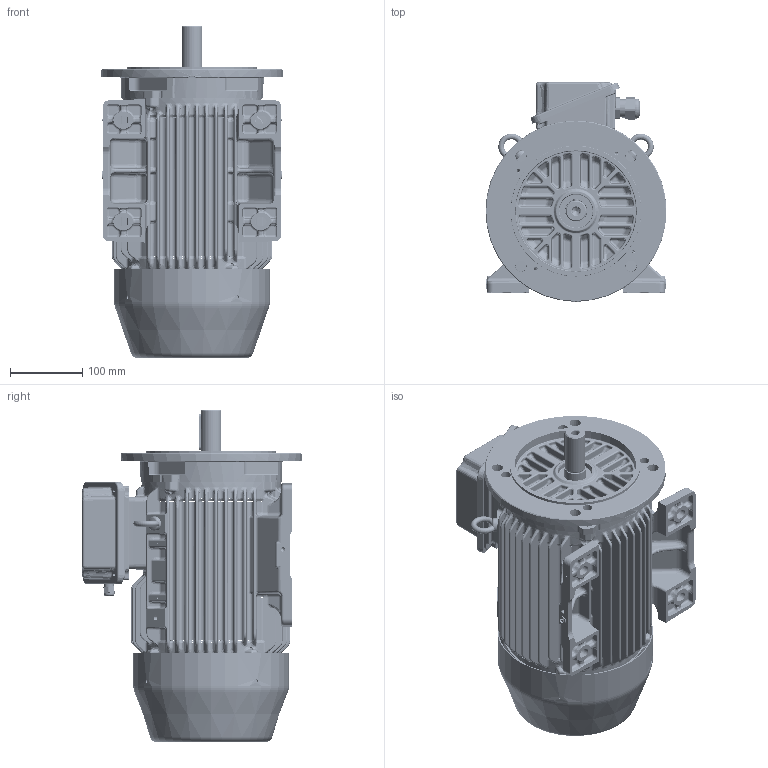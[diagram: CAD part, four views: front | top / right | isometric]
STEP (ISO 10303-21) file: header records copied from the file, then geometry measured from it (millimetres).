
FILE_DESCRIPTION(/* description */ (''),/* implementation_level */ '2;1');
FILE_NAME(/* name */ '6521759xx.stp',/* time_stamp */ '2021-03-30T11:27:24+03:00',/* author */ (''),/* organization */ (''),/* preprocessor_version */ 'ST-DEVELOPER v16',/* originating_system */ 'SIEMENS PLM Software NX 11.0',/* authorisation */ '');
FILE_SCHEMA (('AUTOMOTIVE_DESIGN { 1 0 10303 214 3 1 1 1 }'));
Products named in the file (1): 26000A30F4D8rolw
Bounding box: 250 x 302.89 x 458.5 mm (x, y, z)
Surface area: 892588.1 mm2 (no closed solid volume)
Topology: 0 solids, 38 shells, 5273 faces, 15607 edges, 9829 vertices
Faces by surface type: bspline 1961, cylinder 1546, plane 974, torus 328, cone 320, sphere 143, extrusion 1
Full cylindrical faces by diameter (mm): 2.5 x2, 3.3 x2, 3.5 x1, 4.5 x7, 5 x10, 6.8 x2, 7 x2, 8 x1, 10 x2, 10.5 x1, 13 x4, 13.2 x1, 15 x1, 17.2 x2, 20 x2, 25.25 x2, 27.4 x1, 27.7 x2, 28 x1, 30 x1, 40 x1, 47 x1, 180 x1, 212 x1, 215 x1, 250 x1
Entity records: 254582 total; most frequent: CARTESIAN_POINT 101817, ORIENTED_EDGE 25947, DIRECTION 23606, EDGE_CURVE 15182, VERTEX_POINT 9783, AXIS2_PLACEMENT_3D 9543, EDGE_LOOP 5713, CIRCLE 5320
